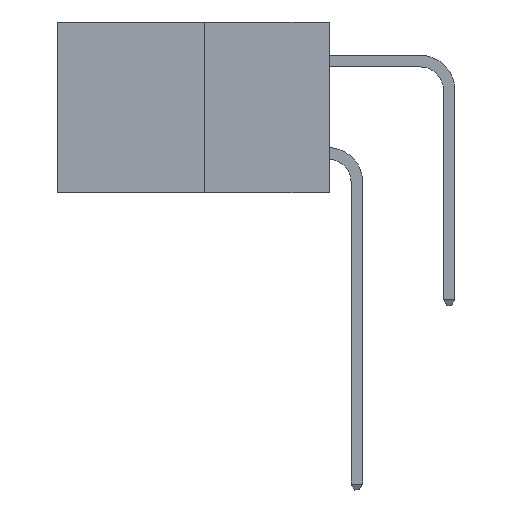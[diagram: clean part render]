
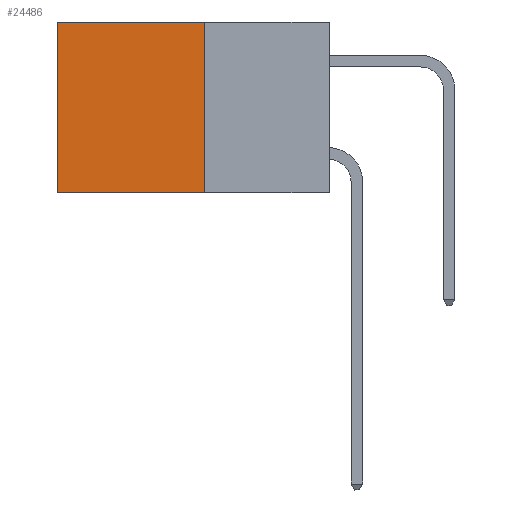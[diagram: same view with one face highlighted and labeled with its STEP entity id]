
A CAD part, left-side view. The second image highlights one B-rep face of the part: STEP entity #24486.
In plain terms, the highlighted planar face has unit normal (-1, 0, 0).
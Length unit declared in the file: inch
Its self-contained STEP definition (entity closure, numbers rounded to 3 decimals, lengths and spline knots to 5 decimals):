
#1914 = CARTESIAN_POINT ( 'NONE',  ( 0.277, 0.27, -0.37 ) ) ;
#2849 = EDGE_LOOP ( 'NONE', ( #4954, #10514, #19918, #16069 ) ) ;
#4271 = PLANE ( 'NONE',  #11431 ) ;
#4357 = VECTOR ( 'NONE', #7686, 39.37008 ) ;
#4389 = DIRECTION ( 'NONE',  ( 0., 1., 0. ) ) ;
#4954 = ORIENTED_EDGE ( 'NONE', *, *, #26159, .T. ) ;
#5923 = CARTESIAN_POINT ( 'NONE',  ( 0.277, 0.27, 0. ) ) ;
#5941 = FACE_OUTER_BOUND ( 'NONE', #2849, .T. ) ;
#6655 = DIRECTION ( 'NONE',  ( 0., 0., -1. ) ) ;
#6763 = CARTESIAN_POINT ( 'NONE',  ( 0.277, 0.27, -0.37 ) ) ;
#7145 = VERTEX_POINT ( 'NONE', #15502 ) ;
#7686 = DIRECTION ( 'NONE',  ( 0., 0., -1. ) ) ;
#8511 = LINE ( 'NONE', #6763, #20459 ) ;
#8687 = VERTEX_POINT ( 'NONE', #8699 ) ;
#8699 = CARTESIAN_POINT ( 'NONE',  ( 0.277, 0.27, -0.37 ) ) ;
#10514 = ORIENTED_EDGE ( 'NONE', *, *, #18412, .F. ) ;
#10602 = LINE ( 'NONE', #24369, #4357 ) ;
#11198 = VECTOR ( 'NONE', #27472, 39.37008 ) ;
#11255 = CARTESIAN_POINT ( 'NONE',  ( 0.277, 0.27, 0. ) ) ;
#11431 = AXIS2_PLACEMENT_3D ( 'NONE', #1914, #27823, #6655 ) ;
#15502 = CARTESIAN_POINT ( 'NONE',  ( 0.277, 0.59, -0.37 ) ) ;
#16069 = ORIENTED_EDGE ( 'NONE', *, *, #21133, .T. ) ;
#18412 = EDGE_CURVE ( 'NONE', #8687, #7145, #8511, .T. ) ;
#19918 = ORIENTED_EDGE ( 'NONE', *, *, #21000, .F. ) ;
#20034 = VERTEX_POINT ( 'NONE', #25925 ) ;
#20414 = CARTESIAN_POINT ( 'NONE',  ( 0.277, 0.27, -0.37 ) ) ;
#20459 = VECTOR ( 'NONE', #4389, 39.37008 ) ;
#20972 = VECTOR ( 'NONE', #25573, 39.37008 ) ;
#21000 = EDGE_CURVE ( 'NONE', #27576, #8687, #25404, .T. ) ;
#21133 = EDGE_CURVE ( 'NONE', #27576, #20034, #26468, .T. ) ;
#24369 = CARTESIAN_POINT ( 'NONE',  ( 0.277, 0.59, -0.37 ) ) ;
#24486 = ADVANCED_FACE ( 'NONE', ( #5941 ), #4271, .F. ) ;
#25404 = LINE ( 'NONE', #20414, #11198 ) ;
#25573 = DIRECTION ( 'NONE',  ( 0., 1., 0. ) ) ;
#25925 = CARTESIAN_POINT ( 'NONE',  ( 0.277, 0.59, 0. ) ) ;
#26159 = EDGE_CURVE ( 'NONE', #20034, #7145, #10602, .T. ) ;
#26468 = LINE ( 'NONE', #11255, #20972 ) ;
#27472 = DIRECTION ( 'NONE',  ( 0., 0., -1. ) ) ;
#27576 = VERTEX_POINT ( 'NONE', #5923 ) ;
#27823 = DIRECTION ( 'NONE',  ( 1., 0., 0. ) ) ;
